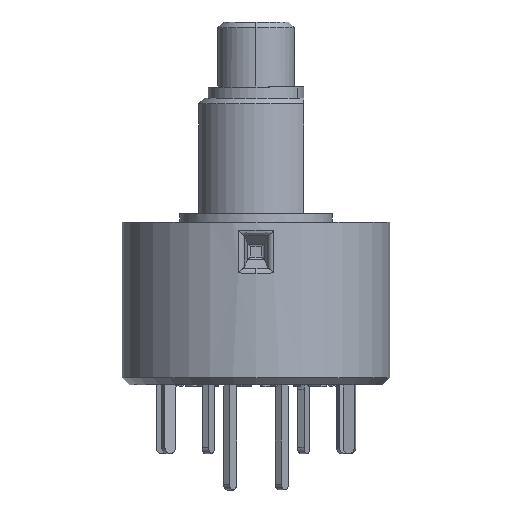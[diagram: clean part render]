
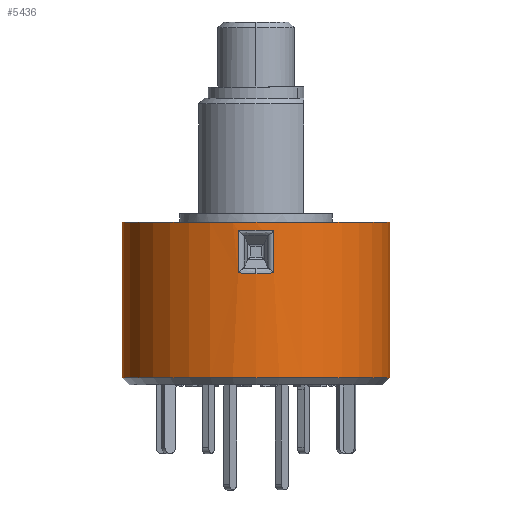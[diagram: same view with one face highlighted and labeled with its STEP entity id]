
A CAD part, left-side view. The second image highlights one B-rep face of the part: STEP entity #5436.
In plain terms, the highlighted cylindrical face has radius 7 mm (diameter 14 mm), a partial arc.
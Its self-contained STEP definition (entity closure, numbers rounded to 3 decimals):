
#79 = CARTESIAN_POINT ( 'NONE',  ( -6.937, 0.938, -0.888 ) ) ;
#357 = CYLINDRICAL_SURFACE ( 'NONE', #12744, 7. ) ;
#741 = CARTESIAN_POINT ( 'NONE',  ( 0., -7., -8.574 ) ) ;
#972 = CARTESIAN_POINT ( 'NONE',  ( -6.937, -0.938, -3.094 ) ) ;
#1279 = VERTEX_POINT ( 'NONE', #741 ) ;
#1627 = ORIENTED_EDGE ( 'NONE', *, *, #12670, .T. ) ;
#1842 = CARTESIAN_POINT ( 'NONE',  ( -6.937, 0.938, -0.45 ) ) ;
#1881 = EDGE_CURVE ( 'NONE', #9368, #1279, #8775, .T. ) ;
#2028 = VECTOR ( 'NONE', #11162, 1000. ) ;
#2139 = EDGE_CURVE ( 'NONE', #8302, #9919, #13532, .T. ) ;
#2158 = ORIENTED_EDGE ( 'NONE', *, *, #3700, .T. ) ;
#2229 = DIRECTION ( 'NONE',  ( 0., 0., -1. ) ) ;
#2248 =( BOUNDED_CURVE ( )  B_SPLINE_CURVE ( 3, ( #972, #5886, #3563, #15696 ),
 .UNSPECIFIED., .F., .F. ) 
 B_SPLINE_CURVE_WITH_KNOTS ( ( 4, 4 ),
 ( 6.149, 6.283 ),
 .UNSPECIFIED. ) 
 CURVE ( )  GEOMETRIC_REPRESENTATION_ITEM ( )  RATIONAL_B_SPLINE_CURVE ( ( 1., 0.998, 0.998, 1. ) ) 
 REPRESENTATION_ITEM ( '' )  );
#2375 = LINE ( 'NONE', #9398, #7115 ) ;
#2525 = CARTESIAN_POINT ( 'NONE',  ( 0., -7., -0.45 ) ) ;
#2541 = LINE ( 'NONE', #1842, #15084 ) ;
#2642 = ORIENTED_EDGE ( 'NONE', *, *, #2139, .T. ) ;
#2869 = DIRECTION ( 'NONE',  ( 0., 0., 1. ) ) ;
#3097 = CARTESIAN_POINT ( 'NONE',  ( 0., 7., -0.45 ) ) ;
#3156 = DIRECTION ( 'NONE',  ( 0., 1., 0. ) ) ;
#3190 = CARTESIAN_POINT ( 'NONE',  ( -6.937, -0.938, -0.45 ) ) ;
#3392 = VERTEX_POINT ( 'NONE', #79 ) ;
#3563 = CARTESIAN_POINT ( 'NONE',  ( -7., -0.314, -3.129 ) ) ;
#3700 = EDGE_CURVE ( 'NONE', #3392, #15284, #5087, .T. ) ;
#4315 = ORIENTED_EDGE ( 'NONE', *, *, #5789, .F. ) ;
#4367 = EDGE_CURVE ( 'NONE', #5535, #9368, #2375, .T. ) ;
#4635 = EDGE_CURVE ( 'NONE', #5535, #13066, #13083, .T. ) ;
#4643 = DIRECTION ( 'NONE',  ( 0., 0., -1. ) ) ;
#5087 =( BOUNDED_CURVE ( )  B_SPLINE_CURVE ( 3, ( #6586, #9026, #5634, #10403 ),
 .UNSPECIFIED., .F., .F. ) 
 B_SPLINE_CURVE_WITH_KNOTS ( ( 4, 4 ),
 ( 3.007, 3.276 ),
 .UNSPECIFIED. ) 
 CURVE ( )  GEOMETRIC_REPRESENTATION_ITEM ( )  RATIONAL_B_SPLINE_CURVE ( ( 1., 0.994, 0.994, 1. ) ) 
 REPRESENTATION_ITEM ( '' )  );
#5436 = ADVANCED_FACE ( 'NONE', ( #11928, #12486 ), #357, .T. ) ;
#5535 = VERTEX_POINT ( 'NONE', #3097 ) ;
#5555 = DIRECTION ( 'NONE',  ( 0., 0., 1. ) ) ;
#5634 = CARTESIAN_POINT ( 'NONE',  ( -7.021, -0.315, -0.841 ) ) ;
#5789 = EDGE_CURVE ( 'NONE', #13066, #1279, #6403, .T. ) ;
#5886 = CARTESIAN_POINT ( 'NONE',  ( -6.979, -0.627, -3.117 ) ) ;
#5986 = LINE ( 'NONE', #3190, #10697 ) ;
#6403 = LINE ( 'NONE', #11058, #2028 ) ;
#6538 = CARTESIAN_POINT ( 'NONE',  ( 0., 0., -8.574 ) ) ;
#6586 = CARTESIAN_POINT ( 'NONE',  ( -6.937, 0.938, -0.888 ) ) ;
#6610 = AXIS2_PLACEMENT_3D ( 'NONE', #6538, #7685, #8862 ) ;
#7027 = CARTESIAN_POINT ( 'NONE',  ( -6.979, 0.627, -3.117 ) ) ;
#7115 = VECTOR ( 'NONE', #2229, 1000. ) ;
#7266 = CARTESIAN_POINT ( 'NONE',  ( -7., 0., -3.129 ) ) ;
#7461 = EDGE_CURVE ( 'NONE', #9919, #3392, #2541, .T. ) ;
#7529 = CARTESIAN_POINT ( 'NONE',  ( -6.937, -0.938, -0.888 ) ) ;
#7685 = DIRECTION ( 'NONE',  ( 0., 0., 1. ) ) ;
#8302 = VERTEX_POINT ( 'NONE', #7266 ) ;
#8387 = ORIENTED_EDGE ( 'NONE', *, *, #1881, .T. ) ;
#8775 = CIRCLE ( 'NONE', #6610, 7. ) ;
#8818 = CARTESIAN_POINT ( 'NONE',  ( 0., 7., -8.574 ) ) ;
#8862 = DIRECTION ( 'NONE',  ( 0., -1., 0. ) ) ;
#9026 = CARTESIAN_POINT ( 'NONE',  ( -7.021, 0.315, -0.841 ) ) ;
#9089 = CARTESIAN_POINT ( 'NONE',  ( 0., 0., -0.45 ) ) ;
#9368 = VERTEX_POINT ( 'NONE', #8818 ) ;
#9398 = CARTESIAN_POINT ( 'NONE',  ( 0., 7., -0.45 ) ) ;
#9529 = CARTESIAN_POINT ( 'NONE',  ( -7., 0.314, -3.129 ) ) ;
#9893 = EDGE_LOOP ( 'NONE', ( #4315, #10515, #15337, #8387 ) ) ;
#9919 = VERTEX_POINT ( 'NONE', #12311 ) ;
#10403 = CARTESIAN_POINT ( 'NONE',  ( -6.937, -0.938, -0.888 ) ) ;
#10515 = ORIENTED_EDGE ( 'NONE', *, *, #4635, .F. ) ;
#10554 = AXIS2_PLACEMENT_3D ( 'NONE', #14936, #2869, #11399 ) ;
#10697 = VECTOR ( 'NONE', #11605, 1000. ) ;
#10983 = ORIENTED_EDGE ( 'NONE', *, *, #7461, .T. ) ;
#11058 = CARTESIAN_POINT ( 'NONE',  ( 0., -7., -0.45 ) ) ;
#11162 = DIRECTION ( 'NONE',  ( 0., 0., -1. ) ) ;
#11399 = DIRECTION ( 'NONE',  ( 0., -1., 0. ) ) ;
#11605 = DIRECTION ( 'NONE',  ( 0., 0., -1. ) ) ;
#11928 = FACE_OUTER_BOUND ( 'NONE', #9893, .T. ) ;
#11953 = CARTESIAN_POINT ( 'NONE',  ( -6.937, 0.938, -3.094 ) ) ;
#12311 = CARTESIAN_POINT ( 'NONE',  ( -6.937, 0.938, -3.094 ) ) ;
#12460 = ORIENTED_EDGE ( 'NONE', *, *, #13526, .T. ) ;
#12486 = FACE_BOUND ( 'NONE', #14589, .T. ) ;
#12670 = EDGE_CURVE ( 'NONE', #15284, #15549, #5986, .T. ) ;
#12744 = AXIS2_PLACEMENT_3D ( 'NONE', #9089, #4643, #3156 ) ;
#12823 = CARTESIAN_POINT ( 'NONE',  ( -6.937, -0.938, -3.094 ) ) ;
#13066 = VERTEX_POINT ( 'NONE', #2525 ) ;
#13083 = CIRCLE ( 'NONE', #10554, 7. ) ;
#13526 = EDGE_CURVE ( 'NONE', #15549, #8302, #2248, .T. ) ;
#13532 =( BOUNDED_CURVE ( )  B_SPLINE_CURVE ( 3, ( #14403, #9529, #7027, #11953 ),
 .UNSPECIFIED., .F., .T. ) 
 B_SPLINE_CURVE_WITH_KNOTS ( ( 4, 4 ),
 ( 0., 0.134 ),
 .UNSPECIFIED. ) 
 CURVE ( )  GEOMETRIC_REPRESENTATION_ITEM ( )  RATIONAL_B_SPLINE_CURVE ( ( 1., 0.998, 0.998, 1. ) ) 
 REPRESENTATION_ITEM ( '' )  );
#14403 = CARTESIAN_POINT ( 'NONE',  ( -7., 0., -3.129 ) ) ;
#14589 = EDGE_LOOP ( 'NONE', ( #12460, #2642, #10983, #2158, #1627 ) ) ;
#14936 = CARTESIAN_POINT ( 'NONE',  ( 0., 0., -0.45 ) ) ;
#15084 = VECTOR ( 'NONE', #5555, 1000. ) ;
#15284 = VERTEX_POINT ( 'NONE', #7529 ) ;
#15337 = ORIENTED_EDGE ( 'NONE', *, *, #4367, .T. ) ;
#15549 = VERTEX_POINT ( 'NONE', #12823 ) ;
#15696 = CARTESIAN_POINT ( 'NONE',  ( -7., 0., -3.129 ) ) ;
